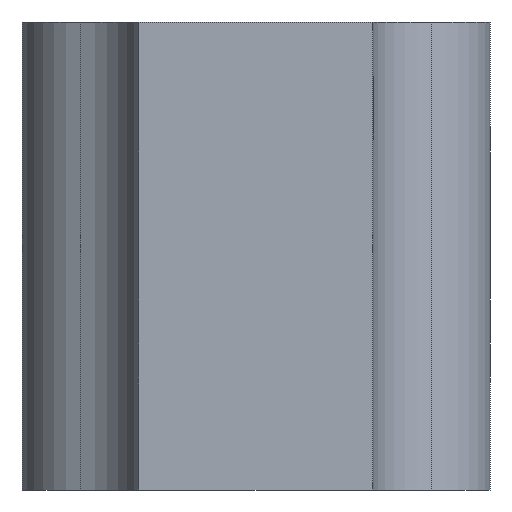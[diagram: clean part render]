
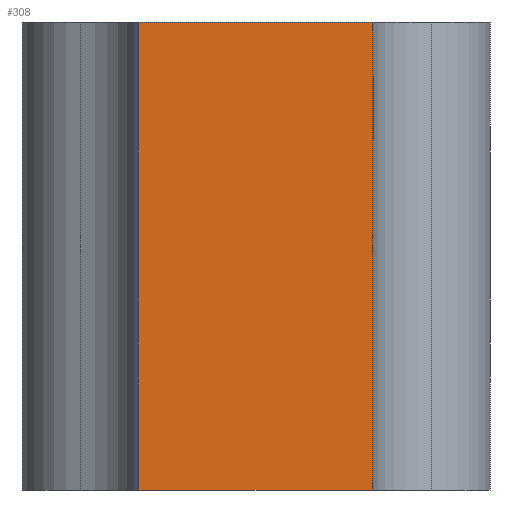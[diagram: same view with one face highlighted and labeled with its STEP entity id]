
A CAD part, front view. The second image highlights one B-rep face of the part: STEP entity #308.
In plain terms, the highlighted planar face has unit normal (0, -1, 0).
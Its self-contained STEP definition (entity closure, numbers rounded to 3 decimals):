
#26=PLANE('',#363);
#42=FACE_OUTER_BOUND('',#61,.T.);
#61=EDGE_LOOP('',(#263,#264,#265,#266));
#72=LINE('',#483,#98);
#86=LINE('',#530,#112);
#88=LINE('',#539,#114);
#89=LINE('',#540,#115);
#98=VECTOR('',#389,10.);
#112=VECTOR('',#439,10.);
#114=VECTOR('',#449,10.);
#115=VECTOR('',#450,10.);
#142=VERTEX_POINT('',#480);
#143=VERTEX_POINT('',#482);
#158=VERTEX_POINT('',#528);
#161=VERTEX_POINT('',#538);
#172=EDGE_CURVE('',#143,#142,#72,.T.);
#196=EDGE_CURVE('',#142,#158,#86,.T.);
#200=EDGE_CURVE('',#158,#161,#88,.T.);
#201=EDGE_CURVE('',#161,#143,#89,.T.);
#263=ORIENTED_EDGE('',*,*,#196,.T.);
#264=ORIENTED_EDGE('',*,*,#200,.T.);
#265=ORIENTED_EDGE('',*,*,#201,.T.);
#266=ORIENTED_EDGE('',*,*,#172,.T.);
#308=ADVANCED_FACE('',(#42),#26,.T.);
#363=AXIS2_PLACEMENT_3D('',#537,#447,#448);
#389=DIRECTION('',(-1.,0.,0.));
#439=DIRECTION('',(0.,0.,-1.));
#447=DIRECTION('center_axis',(0.,-1.,0.));
#448=DIRECTION('ref_axis',(0.,0.,-1.));
#449=DIRECTION('',(1.,0.,0.));
#450=DIRECTION('',(0.,0.,1.));
#480=CARTESIAN_POINT('',(-2.5,-47.,5.));
#482=CARTESIAN_POINT('',(2.5,-47.,5.));
#483=CARTESIAN_POINT('',(-2.5,-47.,5.));
#528=CARTESIAN_POINT('',(-2.5,-47.,-5.));
#530=CARTESIAN_POINT('',(-2.5,-47.,-5.));
#537=CARTESIAN_POINT('Origin',(0.,-47.,0.));
#538=CARTESIAN_POINT('',(2.5,-47.,-5.));
#539=CARTESIAN_POINT('',(2.5,-47.,-5.));
#540=CARTESIAN_POINT('',(2.5,-47.,5.));
